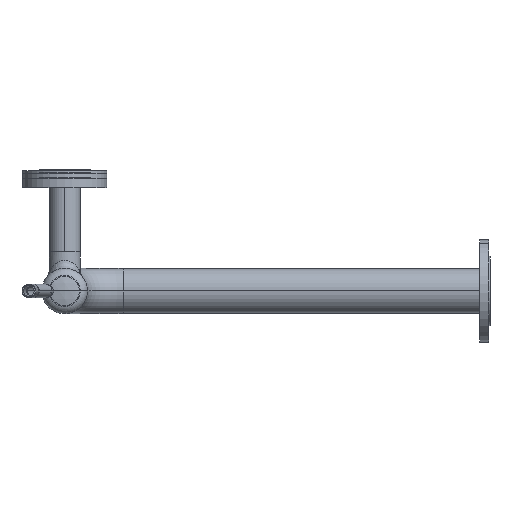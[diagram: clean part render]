
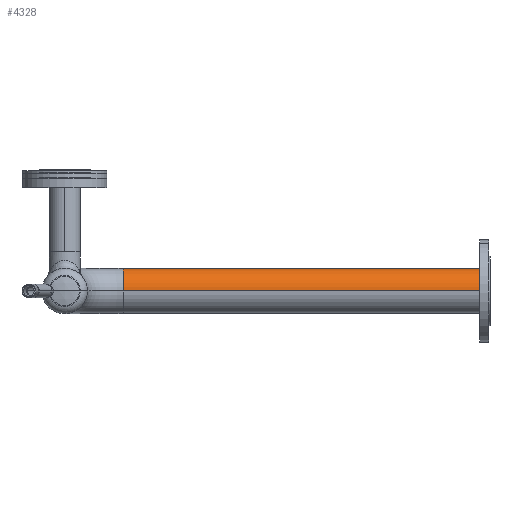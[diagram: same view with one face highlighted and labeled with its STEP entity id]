
A CAD part, left-side view. The second image highlights one B-rep face of the part: STEP entity #4328.
In plain terms, the highlighted cylindrical face has radius 44.45 mm (diameter 88.9 mm), a partial arc.
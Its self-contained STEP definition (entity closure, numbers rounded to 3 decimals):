
#103 = DIRECTION ( 'NONE',  ( 1., 0., 0. ) ) ;
#226 = DIRECTION ( 'NONE',  ( 0., -1., 0. ) ) ;
#311 = VECTOR ( 'NONE', #1056, 1000. ) ;
#521 = ORIENTED_EDGE ( 'NONE', *, *, #3482, .T. ) ;
#696 = CARTESIAN_POINT ( 'NONE',  ( 1049.45, -114.5, 0. ) ) ;
#699 = EDGE_CURVE ( 'NONE', #6245, #6450, #1713, .T. ) ;
#1056 = DIRECTION ( 'NONE',  ( 0., -1., 0. ) ) ;
#1115 = CARTESIAN_POINT ( 'NONE',  ( 1005., -114.5, 0. ) ) ;
#1396 = EDGE_LOOP ( 'NONE', ( #3988, #521, #5930, #2819 ) ) ;
#1546 = AXIS2_PLACEMENT_3D ( 'NONE', #1115, #4713, #103 ) ;
#1673 = DIRECTION ( 'NONE',  ( 0., 1., 0. ) ) ;
#1713 = CIRCLE ( 'NONE', #2038, 44.45 ) ;
#1782 = EDGE_CURVE ( 'NONE', #4269, #6450, #4769, .T. ) ;
#1959 = AXIS2_PLACEMENT_3D ( 'NONE', #5859, #1673, #4321 ) ;
#2038 = AXIS2_PLACEMENT_3D ( 'NONE', #2598, #2093, #5338 ) ;
#2044 = LINE ( 'NONE', #4019, #311 ) ;
#2093 = DIRECTION ( 'NONE',  ( 0., 1., 0. ) ) ;
#2438 = CARTESIAN_POINT ( 'NONE',  ( 960.55, -823., 0. ) ) ;
#2598 = CARTESIAN_POINT ( 'NONE',  ( 1005., -823., 0. ) ) ;
#2819 = ORIENTED_EDGE ( 'NONE', *, *, #1782, .F. ) ;
#3338 = VECTOR ( 'NONE', #226, 1000. ) ;
#3482 = EDGE_CURVE ( 'NONE', #4182, #6245, #2044, .T. ) ;
#3676 = CYLINDRICAL_SURFACE ( 'NONE', #1546, 44.45 ) ;
#3988 = ORIENTED_EDGE ( 'NONE', *, *, #5389, .F. ) ;
#4019 = CARTESIAN_POINT ( 'NONE',  ( 960.55, -114.5, 0. ) ) ;
#4182 = VERTEX_POINT ( 'NONE', #4649 ) ;
#4269 = VERTEX_POINT ( 'NONE', #5686 ) ;
#4321 = DIRECTION ( 'NONE',  ( -1., 0., 0. ) ) ;
#4328 = ADVANCED_FACE ( 'NONE', ( #6230 ), #3676, .T. ) ;
#4649 = CARTESIAN_POINT ( 'NONE',  ( 960.55, -114.5, 0. ) ) ;
#4713 = DIRECTION ( 'NONE',  ( 0., -1., 0. ) ) ;
#4769 = LINE ( 'NONE', #696, #3338 ) ;
#5176 = CARTESIAN_POINT ( 'NONE',  ( 1049.45, -823., 0. ) ) ;
#5338 = DIRECTION ( 'NONE',  ( -1., 0., 0. ) ) ;
#5389 = EDGE_CURVE ( 'NONE', #4182, #4269, #6026, .T. ) ;
#5686 = CARTESIAN_POINT ( 'NONE',  ( 1049.45, -114.5, 0. ) ) ;
#5859 = CARTESIAN_POINT ( 'NONE',  ( 1005., -114.5, 0. ) ) ;
#5930 = ORIENTED_EDGE ( 'NONE', *, *, #699, .T. ) ;
#6026 = CIRCLE ( 'NONE', #1959, 44.45 ) ;
#6230 = FACE_OUTER_BOUND ( 'NONE', #1396, .T. ) ;
#6245 = VERTEX_POINT ( 'NONE', #2438 ) ;
#6450 = VERTEX_POINT ( 'NONE', #5176 ) ;
